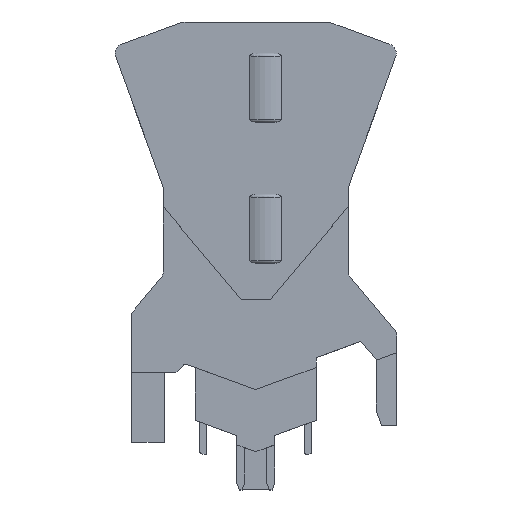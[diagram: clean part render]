
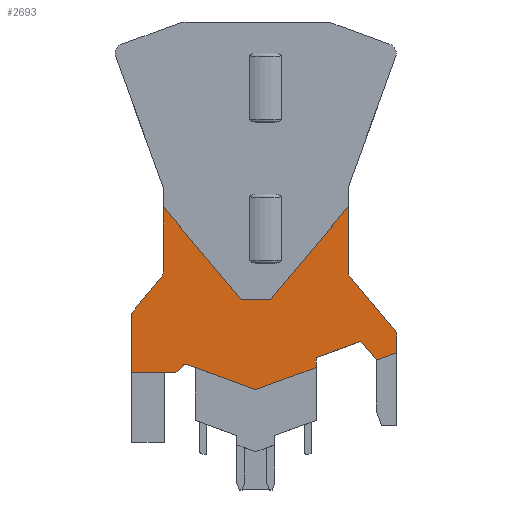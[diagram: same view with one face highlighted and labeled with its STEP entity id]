
A CAD part, top view. The second image highlights one B-rep face of the part: STEP entity #2693.
In plain terms, the highlighted planar face has unit normal (0, 0, 1).
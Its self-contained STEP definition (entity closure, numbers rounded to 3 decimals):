
#460=CARTESIAN_POINT('',(-7.242,14.534,2.5));
#461=DIRECTION('',(0.,0.,1.));
#462=DIRECTION('',(0.342,0.94,0.));
#463=AXIS2_PLACEMENT_3D('',#460,#461,#462);
#465=DIRECTION('',(-0.707,-0.707,0.));
#466=VECTOR('',#465,1.055);
#467=CARTESIAN_POINT('',(-7.454,14.746,2.5));
#468=LINE('',#467,#466);
#469=DIRECTION('',(0.,-1.,0.));
#470=VECTOR('',#469,6.084);
#471=CARTESIAN_POINT('',(-12.75,20.084,2.5));
#472=LINE('',#471,#470);
#473=DIRECTION('',(0.639,0.769,0.));
#474=VECTOR('',#473,4.728);
#475=CARTESIAN_POINT('',(-12.75,20.084,2.5));
#476=LINE('',#475,#474);
#477=CARTESIAN_POINT('',(-10.5,24.361,2.5));
#478=DIRECTION('',(0.,0.,-1.));
#479=DIRECTION('',(1.,0.,0.));
#480=AXIS2_PLACEMENT_3D('',#477,#478,#479);
#482=DIRECTION('',(0.,-1.,0.));
#483=VECTOR('',#482,6.639);
#484=CARTESIAN_POINT('',(-9.5,31.,2.5));
#485=LINE('',#484,#483);
#486=DIRECTION('',(0.643,-0.766,0.));
#487=VECTOR('',#486,12.446);
#488=CARTESIAN_POINT('',(-9.5,31.,2.5));
#489=LINE('',#488,#487);
#490=DIRECTION('',(1.,0.,0.));
#491=VECTOR('',#490,3.);
#492=CARTESIAN_POINT('',(-1.5,21.466,2.5));
#493=LINE('',#492,#491);
#494=DIRECTION('',(0.643,0.766,0.));
#495=VECTOR('',#494,12.446);
#496=CARTESIAN_POINT('',(1.5,21.466,2.5));
#497=LINE('',#496,#495);
#498=DIRECTION('',(0.,-1.,0.));
#499=VECTOR('',#498,6.696);
#500=CARTESIAN_POINT('',(9.5,31.,2.5));
#501=LINE('',#500,#499);
#502=CARTESIAN_POINT('',(10.498,24.366,2.5));
#503=DIRECTION('',(0.,0.,-1.));
#504=DIRECTION('',(-0.766,-0.643,0.));
#505=AXIS2_PLACEMENT_3D('',#502,#503,#504);
#507=DIRECTION('',(0.643,-0.766,0.));
#508=VECTOR('',#507,7.418);
#509=CARTESIAN_POINT('',(9.732,23.724,2.5));
#510=LINE('',#509,#508);
#511=DIRECTION('',(0.,1.,0.));
#512=VECTOR('',#511,2.036);
#513=CARTESIAN_POINT('',(14.5,16.005,2.5));
#514=LINE('',#513,#512);
#515=DIRECTION('',(-0.94,-0.342,0.));
#516=VECTOR('',#515,2.235);
#517=CARTESIAN_POINT('',(14.5,16.005,2.5));
#518=LINE('',#517,#516);
#519=DIRECTION('',(0.,-1.,0.));
#520=VECTOR('',#519,0.027);
#521=CARTESIAN_POINT('',(12.4,15.267,2.5));
#522=LINE('',#521,#520);
#523=DIRECTION('',(0.643,-0.766,0.));
#524=VECTOR('',#523,2.489);
#525=CARTESIAN_POINT('',(10.8,17.174,2.5));
#526=LINE('',#525,#524);
#527=DIRECTION('',(0.94,0.342,0.));
#528=VECTOR('',#527,4.895);
#529=CARTESIAN_POINT('',(6.2,15.5,2.5));
#530=LINE('',#529,#528);
#531=DIRECTION('',(0.,1.,0.));
#532=VECTOR('',#531,1.026);
#533=CARTESIAN_POINT('',(6.2,14.474,2.5));
#534=LINE('',#533,#532);
#535=DIRECTION('',(-0.94,-0.342,0.));
#536=VECTOR('',#535,6.598);
#537=CARTESIAN_POINT('',(6.2,14.474,2.5));
#538=LINE('',#537,#536);
#547=DIRECTION('',(0.94,-0.342,0.));
#548=VECTOR('',#547,7.597);
#549=CARTESIAN_POINT('',(-7.139,14.816,2.5));
#550=LINE('',#549,#548);
#926=DIRECTION('',(1.,0.,0.));
#927=VECTOR('',#926,4.55);
#928=CARTESIAN_POINT('',(-12.75,14.,2.5));
#929=LINE('',#928,#927);
#1590=CARTESIAN_POINT('',(6.2,15.5,2.5));
#1591=CARTESIAN_POINT('',(10.8,17.174,2.5));
#1592=VERTEX_POINT('',#1590);
#1593=VERTEX_POINT('',#1591);
#1686=CARTESIAN_POINT('',(12.4,15.267,2.5));
#1687=VERTEX_POINT('',#1686);
#1689=CARTESIAN_POINT('',(-12.75,20.084,2.5));
#1691=VERTEX_POINT('',#1689);
#1693=CARTESIAN_POINT('',(14.5,18.041,2.5));
#1695=VERTEX_POINT('',#1693);
#1704=CARTESIAN_POINT('',(-9.5,31.,2.5));
#1705=CARTESIAN_POINT('',(-1.5,21.466,2.5));
#1706=VERTEX_POINT('',#1704);
#1707=VERTEX_POINT('',#1705);
#1708=CARTESIAN_POINT('',(1.5,21.466,2.5));
#1709=VERTEX_POINT('',#1708);
#1710=CARTESIAN_POINT('',(9.5,31.,2.5));
#1711=VERTEX_POINT('',#1710);
#1716=CARTESIAN_POINT('',(-12.75,14.,2.5));
#1717=VERTEX_POINT('',#1716);
#1722=CARTESIAN_POINT('',(14.5,16.005,2.5));
#1723=CARTESIAN_POINT('',(12.4,15.241,2.5));
#1724=VERTEX_POINT('',#1722);
#1725=VERTEX_POINT('',#1723);
#1736=CARTESIAN_POINT('',(6.2,14.474,2.5));
#1737=CARTESIAN_POINT('',(0.,12.218,2.5));
#1738=VERTEX_POINT('',#1736);
#1739=VERTEX_POINT('',#1737);
#1821=CARTESIAN_POINT('',(-9.731,23.722,2.5));
#1823=VERTEX_POINT('',#1821);
#1825=CARTESIAN_POINT('',(9.732,23.724,2.5));
#1827=VERTEX_POINT('',#1825);
#1828=CARTESIAN_POINT('',(-9.5,24.361,2.5));
#1829=VERTEX_POINT('',#1828);
#1830=CARTESIAN_POINT('',(9.5,24.304,2.5));
#1831=VERTEX_POINT('',#1830);
#1868=CARTESIAN_POINT('',(-7.139,14.816,2.5));
#1869=CARTESIAN_POINT('',(-7.454,14.746,2.5));
#1870=VERTEX_POINT('',#1868);
#1871=VERTEX_POINT('',#1869);
#1872=CARTESIAN_POINT('',(-8.2,14.,2.5));
#1873=VERTEX_POINT('',#1872);
#2649=CARTESIAN_POINT('',(0.,0.,2.5));
#2650=DIRECTION('',(0.,0.,1.));
#2651=DIRECTION('',(1.,0.,0.));
#2652=AXIS2_PLACEMENT_3D('',#2649,#2650,#2651);
#2653=PLANE('',#2652);
#2655=ORIENTED_EDGE('',*,*,#2654,.F.);
#2657=ORIENTED_EDGE('',*,*,#2656,.T.);
#2659=ORIENTED_EDGE('',*,*,#2658,.T.);
#2661=ORIENTED_EDGE('',*,*,#2660,.F.);
#2663=ORIENTED_EDGE('',*,*,#2662,.F.);
#2665=ORIENTED_EDGE('',*,*,#2664,.T.);
#2666=ORIENTED_EDGE('',*,*,#2641,.F.);
#2667=ORIENTED_EDGE('',*,*,#2630,.F.);
#2669=ORIENTED_EDGE('',*,*,#2668,.T.);
#2671=ORIENTED_EDGE('',*,*,#2670,.T.);
#2673=ORIENTED_EDGE('',*,*,#2672,.T.);
#2674=ORIENTED_EDGE('',*,*,#2439,.T.);
#2676=ORIENTED_EDGE('',*,*,#2675,.F.);
#2678=ORIENTED_EDGE('',*,*,#2677,.T.);
#2680=ORIENTED_EDGE('',*,*,#2679,.F.);
#2682=ORIENTED_EDGE('',*,*,#2681,.T.);
#2684=ORIENTED_EDGE('',*,*,#2683,.F.);
#2686=ORIENTED_EDGE('',*,*,#2685,.F.);
#2687=ORIENTED_EDGE('',*,*,#2332,.F.);
#2688=ORIENTED_EDGE('',*,*,#2295,.F.);
#2690=ORIENTED_EDGE('',*,*,#2689,.T.);
#2691=EDGE_LOOP('',(#2655,#2657,#2659,#2661,#2663,#2665,#2666,#2667,#2669,#2671,
#2673,#2674,#2676,#2678,#2680,#2682,#2684,#2686,#2687,#2688,#2690));
#2692=FACE_OUTER_BOUND('',#2691,.F.);
#2693=ADVANCED_FACE('',(#2692),#2653,.T.);
#464=CIRCLE('',#463,0.3);
#481=CIRCLE('',#480,1.);
#506=CIRCLE('',#505,1.);
#2295=EDGE_CURVE('',#1738,#1592,#534,.T.);
#2332=EDGE_CURVE('',#1592,#1593,#530,.T.);
#2439=EDGE_CURVE('',#1711,#1831,#501,.T.);
#2630=EDGE_CURVE('',#1706,#1829,#485,.T.);
#2641=EDGE_CURVE('',#1829,#1823,#481,.T.);
#2654=EDGE_CURVE('',#1870,#1739,#550,.T.);
#2656=EDGE_CURVE('',#1870,#1871,#464,.T.);
#2658=EDGE_CURVE('',#1871,#1873,#468,.T.);
#2660=EDGE_CURVE('',#1717,#1873,#929,.T.);
#2662=EDGE_CURVE('',#1691,#1717,#472,.T.);
#2664=EDGE_CURVE('',#1691,#1823,#476,.T.);
#2668=EDGE_CURVE('',#1706,#1707,#489,.T.);
#2670=EDGE_CURVE('',#1707,#1709,#493,.T.);
#2672=EDGE_CURVE('',#1709,#1711,#497,.T.);
#2675=EDGE_CURVE('',#1827,#1831,#506,.T.);
#2677=EDGE_CURVE('',#1827,#1695,#510,.T.);
#2679=EDGE_CURVE('',#1724,#1695,#514,.T.);
#2681=EDGE_CURVE('',#1724,#1725,#518,.T.);
#2683=EDGE_CURVE('',#1687,#1725,#522,.T.);
#2685=EDGE_CURVE('',#1593,#1687,#526,.T.);
#2689=EDGE_CURVE('',#1738,#1739,#538,.T.);
